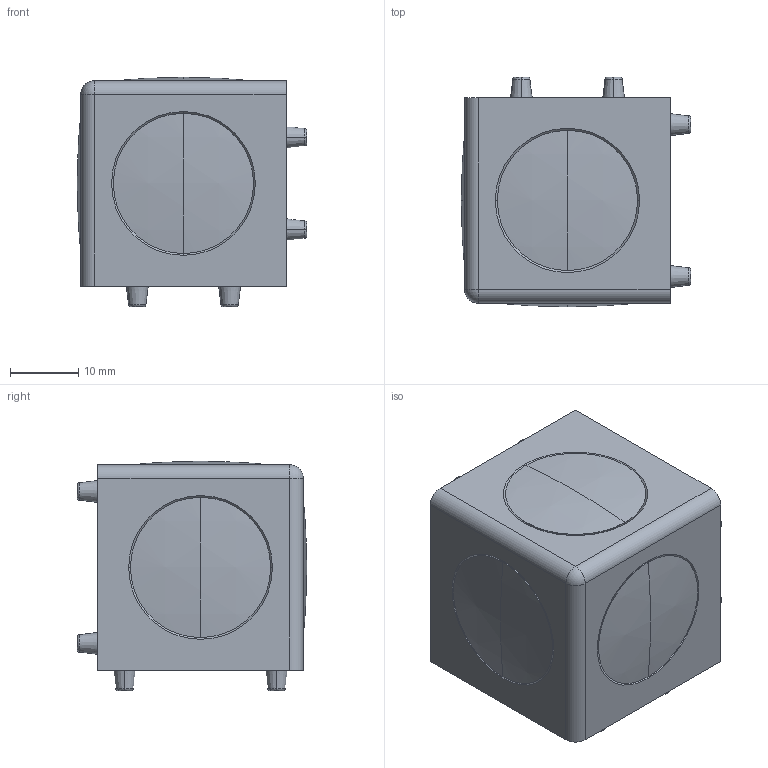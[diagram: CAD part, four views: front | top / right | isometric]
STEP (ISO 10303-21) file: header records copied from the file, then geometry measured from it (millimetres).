
FILE_DESCRIPTION((''),'2;1');
FILE_NAME('11147_KOTNIK_KOCKA_3D_30X30_ASM_ASM','2022-09-16T13:59:07',('PredragRovcanin'),('Audax d.o.o.'),'CREO PARAMETRIC BY PTC INC, 2020281','CREO PARAMETRIC BY PTC INC, 2020281','');
FILE_SCHEMA(('AUTOMOTIVE_DESIGN { 1 0 10303 214 1 1 1 1 }'));
Length unit declared in the file: millimetre
Products named in the file (3): 11147_KOTNIK_AL_KOCKA_30X30_B_1; 11147_KOTNIK_AL_KOCKA_30X30_C_1; 11147_KOTNIK_KOCKA_3D_30X30_ASM_ASM
Assembly tree (4 placements, depth 2):
  11147_KOTNIK_KOCKA_3D_30X30_ASM_ASM
    11147_KOTNIK_AL_KOCKA_30X30_B_1
    11147_KOTNIK_AL_KOCKA_30X30_C_1  x3
Bounding box: 33.5 x 33.5 x 33.5 mm (x, y, z)
Volume: 15489.9 mm3; surface area: 10522.9 mm2
Topology: 4 solids, 4 shells, 215 faces, 526 edges, 334 vertices
Faces by surface type: cone 60, torus 57, plane 55, cylinder 36, sphere 7
Entity records: 6519 total; most frequent: CARTESIAN_POINT 1115, DIRECTION 838, ORIENTED_EDGE 702, AXIS2_PLACEMENT_3D 359, PRESENTATION_STYLE_ASSIGNMENT 358, STYLED_ITEM 358, CURVE_STYLE 356, EDGE_CURVE 351
